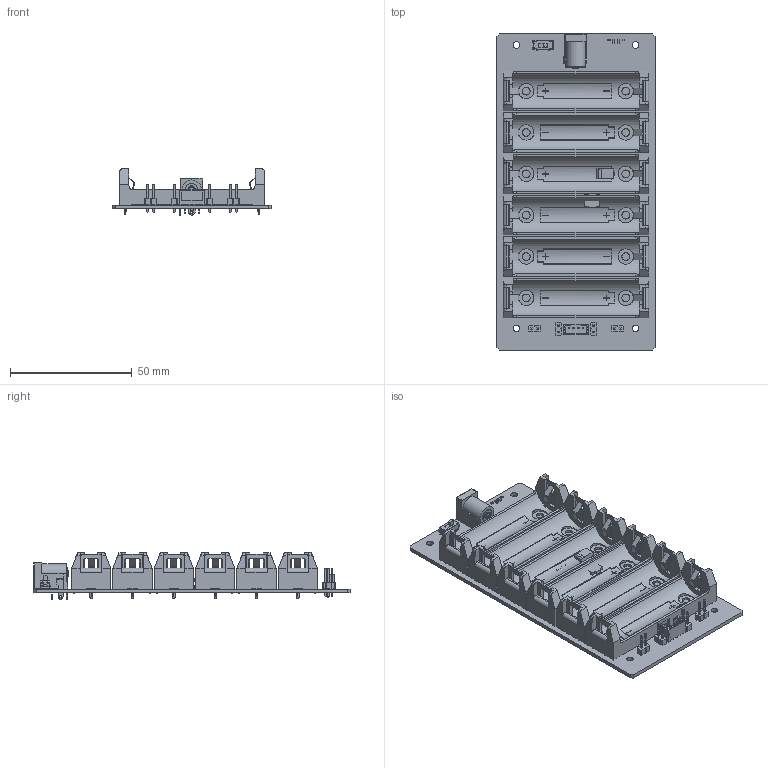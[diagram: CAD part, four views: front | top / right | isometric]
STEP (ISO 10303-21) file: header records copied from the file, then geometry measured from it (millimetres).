
FILE_DESCRIPTION(('KiCad electronic assembly'),'2;1');
FILE_NAME('NB3_charger.step','2025-01-22T11:32:59',('Pcbnew'),('Kicad'), 'Open CASCADE STEP processor 7.8','KiCad to STEP converter','Unknown' );
FILE_SCHEMA(('AUTOMOTIVE_DESIGN { 1 0 10303 214 1 1 1 1 }'));
Length unit declared in the file: millimetre
Products named in the file (26): NB3_charger 1; AA_Battery_Holder_1028; 1028; PinHeader_1x02_P2.54mm_Vertical; PinHeader_1x02_P254mm_Vertical; C_0805_2012Metric; R_0402_1005Metric; LED_0603_1608Metric; CP_EIA-7343-31_Kemet-D; CP_EIA_7343_31_Kemet_D; Barrel_Jack_TH_XUNPU_DC-005-A200; DC-IN-TH_DC-005-A200; Switch_SPDT_SMD_Slide_JS102011JCQN; JS102011JCQN; C_0402_1005Metric; L_Bourns_SRN6045TA; Voltage_Regulator_AP64501; SOIC_8_1EP_39x49mm_P127mm; Connector_B4B-PH-K-S(LF)(SN); B4B-PH-K-S(LF)(SN); NB3_charger_PCB
Assembly tree (52 placements, depth 3):
  NB3_charger 1
    AA_Battery_Holder_1028  x6
      1028
    PinHeader_1x02_P2.54mm_Vertical  x4
      PinHeader_1x02_P254mm_Vertical
    C_0805_2012Metric  x10
      C_0805_2012Metric
    R_0402_1005Metric  x6
      R_0402_1005Metric
    LED_0603_1608Metric  x2
      LED_0603_1608Metric
    CP_EIA-7343-31_Kemet-D
      CP_EIA_7343_31_Kemet_D
    Barrel_Jack_TH_XUNPU_DC-005-A200
      DC-IN-TH_DC-005-A200
    Switch_SPDT_SMD_Slide_JS102011JCQN
      JS102011JCQN
    C_0402_1005Metric  x5
      C_0402_1005Metric
    L_Bourns_SRN6045TA
      L_Bourns_SRN6045TA
    Voltage_Regulator_AP64501
      SOIC_8_1EP_39x49mm_P127mm
    Connector_B4B-PH-K-S(LF)(SN)
      B4B-PH-K-S(LF)(SN)
    NB3_charger_PCB
Bounding box: 65 x 130.06 x 19.06 mm (x, y, z)
Volume: 38368.8 mm3; surface area: 47005.8 mm2
Topology: 54 solids, 54 shells, 5471 faces, 14785 edges, 9641 vertices
Faces by surface type: plane 3794, cylinder 877, bspline 781, sphere 12, torus 5, cone 2
Full cylindrical faces by diameter (mm): 0.3 x8, 0.6 x1, 0.8 x4, 1 x8, 1.19 x12, 1.98 x6, 2.7 x4
Entity records: 72540 total; most frequent: CARTESIAN_POINT 19960, ORIENTED_EDGE 9926, DIRECTION 8546, EDGE_CURVE 4963, LINE 3786, VECTOR 3786, VERTEX_POINT 3193, AXIS2_PLACEMENT_3D 2380
